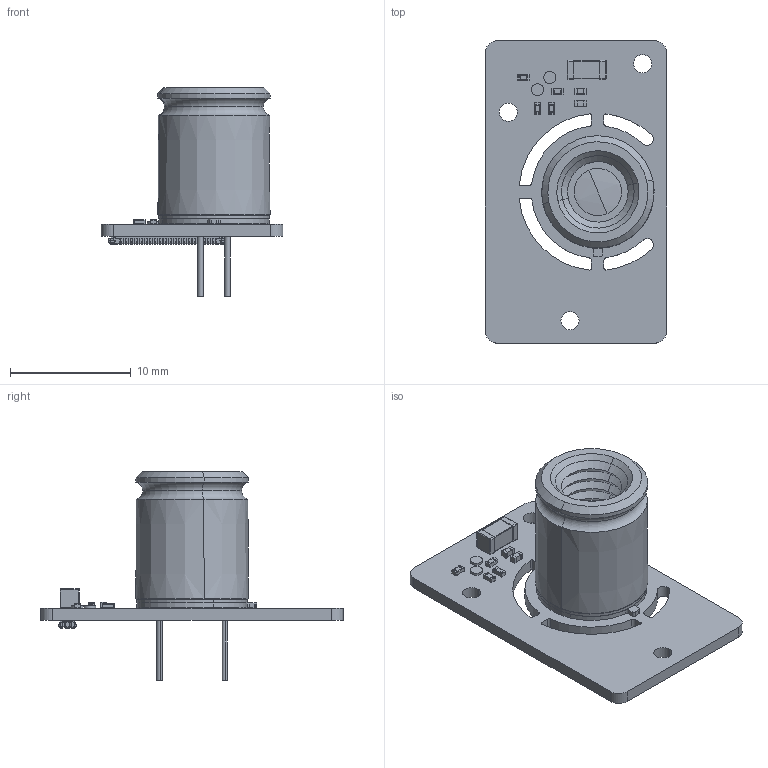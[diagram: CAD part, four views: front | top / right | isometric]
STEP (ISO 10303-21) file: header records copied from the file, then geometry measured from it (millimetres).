
FILE_DESCRIPTION(/* description */ ('PCB Design'),/* implementation_level */ '2;1');
FILE_NAME(/* name */ 'RAK12052_VA_2022_0326_1_3D',/* time_stamp */ '2022-06-07T15:49:57+08:00',/* author */ (''),/* organization */ (''),/* preprocessor_version */ 'ST-DEVELOPER v16',/* originating_system */ 'allegro_17.4S012',/* authorisation */ '');
FILE_SCHEMA (('AUTOMOTIVE_DESIGN { 1 0 10303 214 3 1 1 }'));
Length unit declared in the file: millimetre
Products named in the file (25): RAK12052_VA_2022_0326_1_3D; BOARD_OUTLINE; COMPONENTS; SC1206; SC0402; SR0402; BTB40_2X20_4MM_M; TEST_POINT; SENSOR4-5R84-9R3; CAP-SM-MLCC-1206[3216]; CAP-SM-MLCC-0402[1005]; RES-SM-CHIP; BTB40-2X20-4MM-M; TEST-POINT-SM; 90640-GLASS_ANY; 90640PIN_ANY; 90640-BASE_ANY; 90640-BRAZED-PIN_ANY; MLX9064X_HEADER_ASSY_ANY_ASM; 90640-60X15-APPERTURE_ANY; 90640-LENSE_ANY; 90640-CAP_ANY; MLX90640-FOV60_BF1_ANY_ASM; _MLX90640-FOV60_BF1; MLX90640-FOV60_BF1_ASM
Assembly tree (33 placements, depth 7):
  RAK12052_VA_2022_0326_1_3D
    BOARD_OUTLINE
    COMPONENTS
      SC1206
        CAP-SM-MLCC-1206[3216]
      SC0402  x2
        CAP-SM-MLCC-0402[1005]
      SR0402  x4
        RES-SM-CHIP
      BTB40_2X20_4MM_M
        BTB40-2X20-4MM-M
      TEST_POINT  x2
        TEST-POINT-SM
      SENSOR4-5R84-9R3
        MLX90640-FOV60_BF1_ASM
          MLX90640-FOV60_BF1_ANY_ASM
            MLX9064X_HEADER_ASSY_ANY_ASM
              90640-GLASS_ANY  x3
              90640PIN_ANY  x3
              90640-BASE_ANY
              90640-BRAZED-PIN_ANY
            90640-60X15-APPERTURE_ANY
            90640-LENSE_ANY
            90640-CAP_ANY
          _MLX90640-FOV60_BF1
Bounding box: 15 x 25 x 17.25 mm (x, y, z)
Volume: 448.9 mm3; surface area: 2326.9 mm2
Topology: 21 solids, 22 shells, 1826 faces, 4626 edges, 2818 vertices
Faces by surface type: plane 1020, cylinder 616, torus 124, bspline 40, cone 24, sphere 2
Full cylindrical faces by diameter (mm): 0.15 x1, 0.2 x1, 1 x2
Entity records: 54030 total; most frequent: CARTESIAN_POINT 9005, ORIENTED_EDGE 7790, DIRECTION 7662, EDGE_CURVE 3907, VECTOR 2809, LINE 2809, AXIS2_PLACEMENT_3D 2573, VERTEX_POINT 2451
